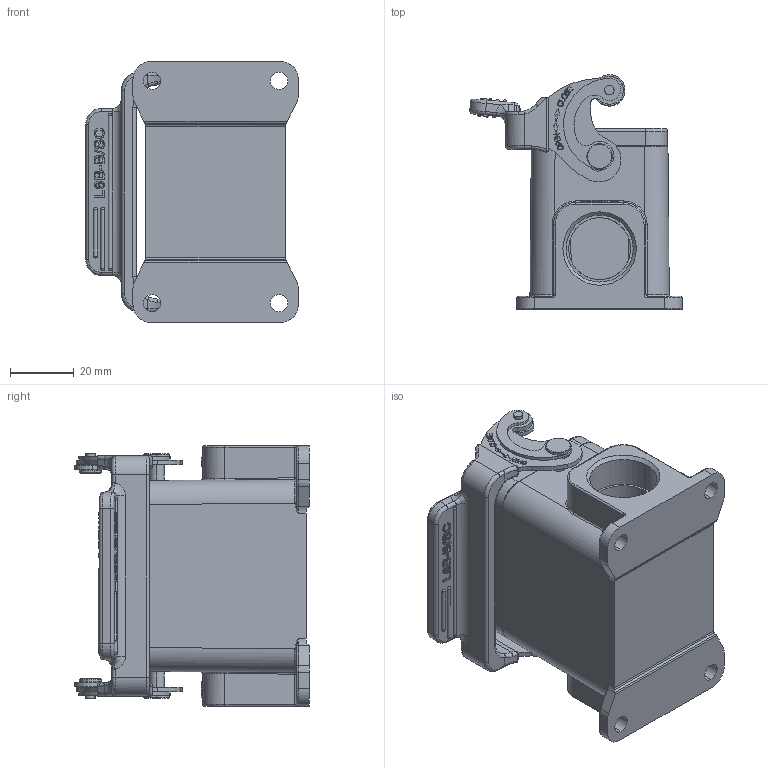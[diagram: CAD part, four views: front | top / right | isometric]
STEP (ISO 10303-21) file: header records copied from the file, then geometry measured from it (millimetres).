
FILE_DESCRIPTION(/* description */ (''),/* implementation_level */ '2;1');
FILE_NAME(/* name */ '3D_1120062211004_H6B-MSF-1L_SC-PG16_V1.0_stp.stp',/* time_stamp */ '2024-03-21T17:18:05+08:00',/* author */ (''),/* organization */ (''),/* preprocessor_version */ 'ST-DEVELOPER v18.1',/* originating_system */ 'SIEMENS PLM Software NX 1980',/* authorisation */ '');
FILE_SCHEMA (('AUTOMOTIVE_DESIGN { 1 0 10303 214 3 1 1 1 }'));
Products named in the file (1): 3D_1120062211004_H6B-MSF-1L_SC-PG16_V1.0_stp
Bounding box: 66.86 x 73.75 x 82 mm (x, y, z)
Volume: 80068.4 mm3; surface area: 48687.1 mm2
Topology: 12 solids, 12 shells, 1396 faces, 3688 edges, 2377 vertices
Faces by surface type: cylinder 601, plane 548, torus 114, cone 40, extrusion 34, sphere 30, bspline 29
Full cylindrical faces by diameter (mm): 3 x2, 19.5 x1, 20.8 x1, 21.1 x1
Entity records: 50510 total; most frequent: CARTESIAN_POINT 17562, ORIENTED_EDGE 7284, DIRECTION 5882, EDGE_CURVE 3642, VERTEX_POINT 2372, AXIS2_PLACEMENT_3D 2158, VECTOR 1566, EDGE_LOOP 1550
